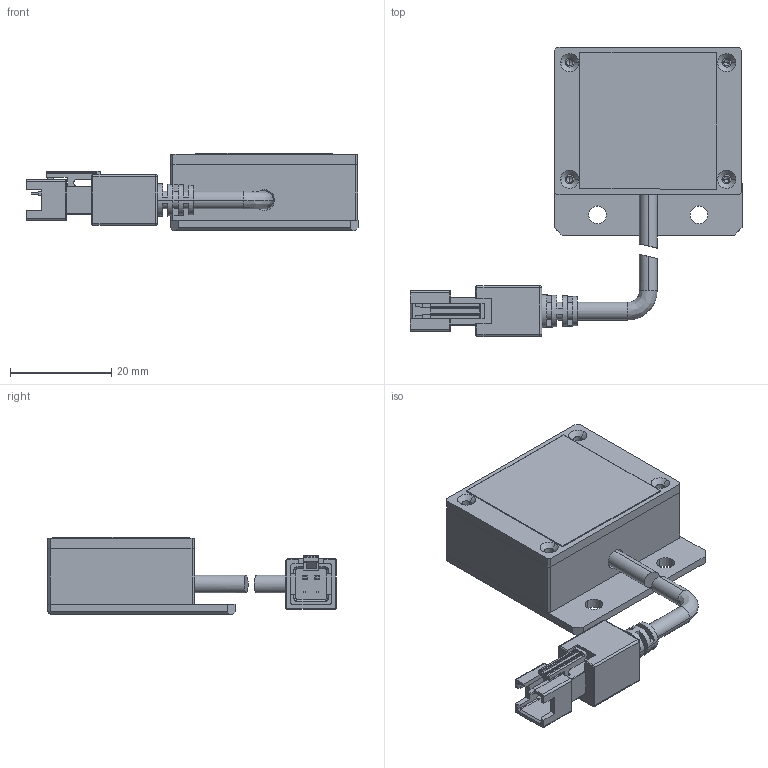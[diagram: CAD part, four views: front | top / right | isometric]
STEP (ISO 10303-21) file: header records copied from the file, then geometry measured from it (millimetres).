
FILE_DESCRIPTION (( 'STEP AP214' ), '1' );
FILE_NAME ('红色底部背光源 有效发光面 2727mm.STEP', '2019-03-05T06:06:20', ( 'user' ), ( '云海 技术' ), 'SwSTEP 2.0', 'SolidWorks 2016', '' );
FILE_SCHEMA (( 'AUTOMOTIVE_DESIGN' ));
Length unit declared in the file: millimetre
Products named in the file (1): 红色底部背光源 有效发光面 2727mm
Bounding box: 65.5 x 57 x 15.2 mm (x, y, z)
Volume: 11681.6 mm3; surface area: 12965.9 mm2
Topology: 6 solids, 6 shells, 616 faces, 1541 edges, 985 vertices
Faces by surface type: plane 375, cylinder 122, bspline 79, cone 40
Entity records: 24537 total; most frequent: CARTESIAN_POINT 4529, ORIENTED_EDGE 3042, DIRECTION 2740, EDGE_CURVE 1521, LINE 1088, VECTOR 1088, VERTEX_POINT 985, AXIS2_PLACEMENT_3D 826
